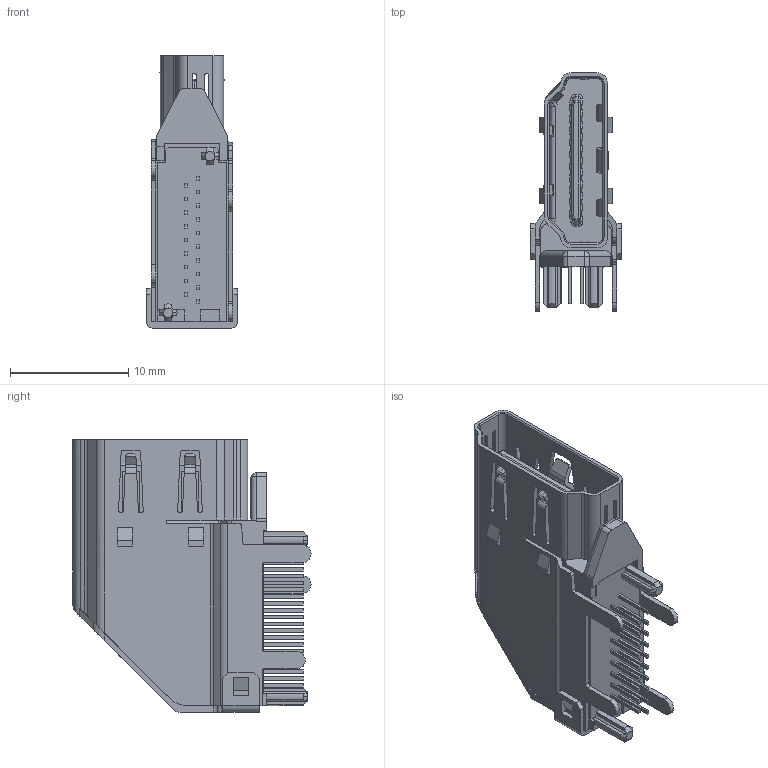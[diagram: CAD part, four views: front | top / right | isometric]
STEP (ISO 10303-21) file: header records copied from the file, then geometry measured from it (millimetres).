
FILE_DESCRIPTION((''),'2;1');
FILE_NAME('C-2007435-2','2017-06-27T',('workeradm'),('Tyco Electronics Ltd.'),'CREO PARAMETRIC BY PTC INC, 2016050','CREO PARAMETRIC BY PTC INC, 2016050','');
FILE_SCHEMA(('AUTOMOTIVE_DESIGN { 1 0 10303 214 1 1 1 1 }'));
Length unit declared in the file: millimetre
Products named in the file (1): C-2007435-2
Bounding box: 7.74 x 20.15 x 23.08 mm (x, y, z)
Volume: 1439.3 mm3; surface area: 1785.1 mm2
Topology: 2 solids, 2 shells, 697 faces, 1881 edges, 1211 vertices
Faces by surface type: plane 464, cylinder 201, sphere 13, cone 12, torus 7
Entity records: 28832 total; most frequent: CARTESIAN_POINT 5546, ORIENTED_EDGE 3762, DIRECTION 3517, PRESENTATION_STYLE_ASSIGNMENT 1883, STYLED_ITEM 1883, CURVE_STYLE 1881, EDGE_CURVE 1881, VECTOR 1387
